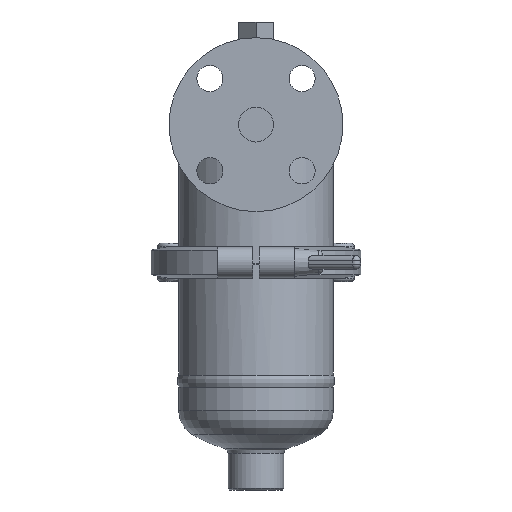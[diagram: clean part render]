
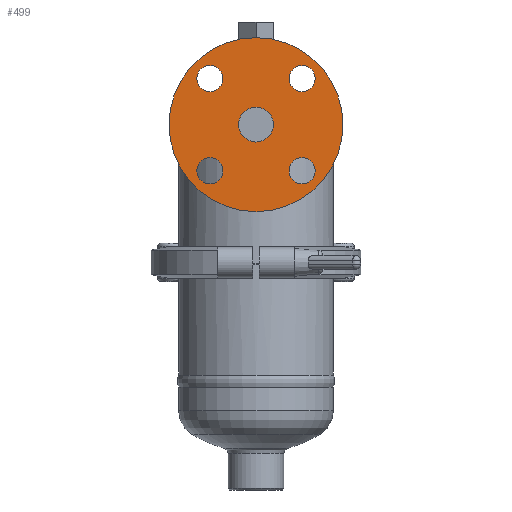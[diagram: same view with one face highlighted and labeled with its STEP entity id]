
A CAD part, left-side view. The second image highlights one B-rep face of the part: STEP entity #499.
In plain terms, the highlighted free-form (B-spline) face has degree [1, 1] with [2, 2] control points.
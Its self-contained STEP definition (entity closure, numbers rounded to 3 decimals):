
#344=CARTESIAN_POINT('',(-95.5,0.0,130.));
#345=VERTEX_POINT('',#344);
#346=CARTESIAN_POINT('',(-95.5,0.0,80.));
#347=DIRECTION('',(-1.0,0.0,0.0));
#348=DIRECTION('',(0.0,0.0,1.0));
#349=AXIS2_PLACEMENT_3D('',#346,#347,#348);
#350=CIRCLE('',#349,50.);
#351=EDGE_CURVE('',#345,#345,#350,.T.);
#364=CARTESIAN_POINT('',(-95.5,0.0,70.));
#365=VERTEX_POINT('',#364);
#366=CARTESIAN_POINT('',(-95.5,0.0,80.));
#367=DIRECTION('',(1.0,0.0,0.0));
#368=DIRECTION('',(0.0,0.0,-1.0));
#369=AXIS2_PLACEMENT_3D('',#366,#367,#368);
#370=CIRCLE('',#369,10.0);
#371=EDGE_CURVE('',#365,#365,#370,.T.);
#404=CARTESIAN_POINT('',(-95.5,-19.017,106.517));
#405=VERTEX_POINT('',#404);
#406=CARTESIAN_POINT('',(-95.5,-26.517,106.517));
#407=DIRECTION('',(1.0,0.0,0.0));
#408=DIRECTION('',(0.0,1.0,0.0));
#409=AXIS2_PLACEMENT_3D('',#406,#407,#408);
#410=CIRCLE('',#409,7.5);
#411=EDGE_CURVE('',#405,#405,#410,.T.);
#424=CARTESIAN_POINT('',(-95.5,-26.517,60.983));
#425=VERTEX_POINT('',#424);
#426=CARTESIAN_POINT('',(-95.5,-26.517,53.483));
#427=DIRECTION('',(1.0,0.0,0.0));
#428=DIRECTION('',(0.0,0.0,1.0));
#429=AXIS2_PLACEMENT_3D('',#426,#427,#428);
#430=CIRCLE('',#429,7.5);
#431=EDGE_CURVE('',#425,#425,#430,.T.);
#444=CARTESIAN_POINT('',(-95.5,19.017,53.483));
#445=VERTEX_POINT('',#444);
#446=CARTESIAN_POINT('',(-95.5,26.517,53.483));
#447=DIRECTION('',(1.0,0.0,0.0));
#448=DIRECTION('',(0.0,-1.0,0.0));
#449=AXIS2_PLACEMENT_3D('',#446,#447,#448);
#450=CIRCLE('',#449,7.5);
#451=EDGE_CURVE('',#445,#445,#450,.T.);
#464=CARTESIAN_POINT('',(-95.5,26.517,99.017));
#465=VERTEX_POINT('',#464);
#466=CARTESIAN_POINT('',(-95.5,26.517,106.517));
#467=DIRECTION('',(1.0,0.0,0.0));
#468=DIRECTION('',(0.0,0.0,-1.0));
#469=AXIS2_PLACEMENT_3D('',#466,#467,#468);
#470=CIRCLE('',#469,7.5);
#471=EDGE_CURVE('',#465,#465,#470,.T.);
#476=CARTESIAN_POINT('',(-95.5,50.,130.));
#477=CARTESIAN_POINT('',(-95.5,50.,30.));
#478=CARTESIAN_POINT('',(-95.5,-50.,130.));
#479=CARTESIAN_POINT('',(-95.5,-50.,30.));
#480=B_SPLINE_SURFACE_WITH_KNOTS('',1,1,((#476,#478),(#477,#479)),.UNSPECIFIED.,.F.,.F.,.U.,(2,2),(2,2),(0.0,100.),(0.0,100.),.UNSPECIFIED.);
#481=ORIENTED_EDGE('',*,*,#351,.T.);
#482=EDGE_LOOP('',(#481));
#483=FACE_OUTER_BOUND('',#482,.T.);
#484=ORIENTED_EDGE('',*,*,#371,.T.);
#485=EDGE_LOOP('',(#484));
#486=FACE_BOUND('',#485,.T.);
#487=ORIENTED_EDGE('',*,*,#411,.T.);
#488=EDGE_LOOP('',(#487));
#489=FACE_BOUND('',#488,.T.);
#490=ORIENTED_EDGE('',*,*,#431,.T.);
#491=EDGE_LOOP('',(#490));
#492=FACE_BOUND('',#491,.T.);
#493=ORIENTED_EDGE('',*,*,#451,.T.);
#494=EDGE_LOOP('',(#493));
#495=FACE_BOUND('',#494,.T.);
#496=ORIENTED_EDGE('',*,*,#471,.T.);
#497=EDGE_LOOP('',(#496));
#498=FACE_BOUND('',#497,.T.);
#499=ADVANCED_FACE('',(#483,#486,#489,#492,#495,#498),#480,.T.);
